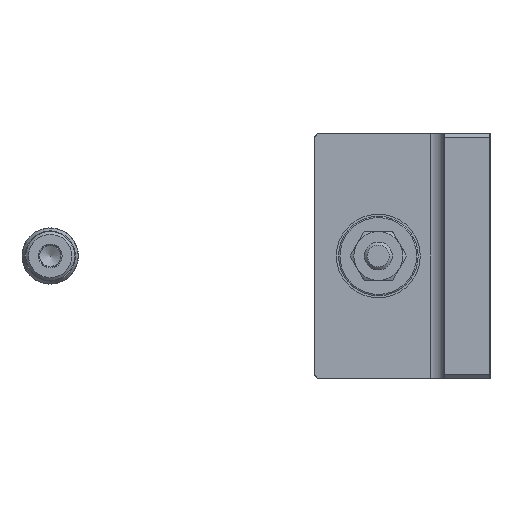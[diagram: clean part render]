
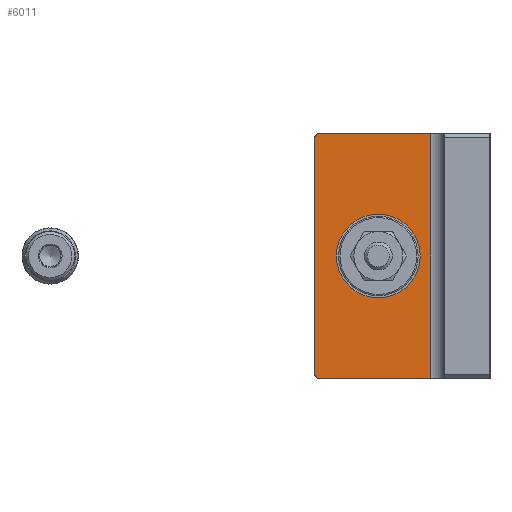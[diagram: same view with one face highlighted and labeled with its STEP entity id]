
A CAD part, left-side view. The second image highlights one B-rep face of the part: STEP entity #6011.
In plain terms, the highlighted face is planar.
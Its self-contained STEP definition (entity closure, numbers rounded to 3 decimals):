
#192=LINE('',#8985,#817);
#193=LINE('',#8991,#818);
#194=LINE('',#8994,#819);
#195=LINE('',#8996,#820);
#196=LINE('',#8997,#821);
#197=LINE('',#8999,#822);
#817=VECTOR('',#7127,1000.);
#818=VECTOR('',#7134,1000.);
#819=VECTOR('',#7135,1000.);
#820=VECTOR('',#7136,1000.);
#821=VECTOR('',#7137,1000.);
#822=VECTOR('',#7138,1000.);
#1461=ORIENTED_EDGE('',*,*,#3218,.F.);
#1462=ORIENTED_EDGE('',*,*,#3219,.F.);
#1463=ORIENTED_EDGE('',*,*,#3220,.T.);
#1464=ORIENTED_EDGE('',*,*,#3221,.F.);
#1465=ORIENTED_EDGE('',*,*,#3216,.T.);
#1466=ORIENTED_EDGE('',*,*,#3222,.T.);
#1467=ORIENTED_EDGE('',*,*,#3223,.T.);
#3216=EDGE_CURVE('',#4093,#4092,#192,.T.);
#3218=EDGE_CURVE('',#4094,#4094,#4624,.T.);
#3219=EDGE_CURVE('',#4095,#4096,#193,.T.);
#3220=EDGE_CURVE('',#4095,#4097,#194,.T.);
#3221=EDGE_CURVE('',#4093,#4097,#195,.T.);
#3222=EDGE_CURVE('',#4092,#4098,#196,.T.);
#3223=EDGE_CURVE('',#4098,#4096,#197,.T.);
#4092=VERTEX_POINT('',#8984);
#4093=VERTEX_POINT('',#8986);
#4094=VERTEX_POINT('',#8990);
#4095=VERTEX_POINT('',#8992);
#4096=VERTEX_POINT('',#8993);
#4097=VERTEX_POINT('',#8995);
#4098=VERTEX_POINT('',#8998);
#4624=CIRCLE('',#6475,6.);
#4840=EDGE_LOOP('',(#1461));
#4841=EDGE_LOOP('',(#1462,#1463,#1464,#1465,#1466,#1467));
#5269=FACE_BOUND('',#4840,.T.);
#5270=FACE_BOUND('',#4841,.T.);
#5693=PLANE('',#6474);
#6011=ADVANCED_FACE('',(#5269,#5270),#5693,.F.);
#6474=AXIS2_PLACEMENT_3D('',#8988,#7130,#7131);
#6475=AXIS2_PLACEMENT_3D('',#8989,#7132,#7133);
#7127=DIRECTION('',(0.,0.,-1.));
#7130=DIRECTION('',(-1.,0.,0.));
#7131=DIRECTION('',(0.,0.,1.));
#7132=DIRECTION('',(1.,0.,0.));
#7133=DIRECTION('',(0.,0.,-1.));
#7134=DIRECTION('',(0.,0.,-1.));
#7135=DIRECTION('',(0.,-0.707,0.707));
#7136=DIRECTION('',(0.,1.,0.));
#7137=DIRECTION('',(0.,1.,0.));
#7138=DIRECTION('',(0.,0.707,0.707));
#8984=CARTESIAN_POINT('',(6.5,8.5,-17.5));
#8985=CARTESIAN_POINT('',(6.5,8.5,17.5));
#8986=CARTESIAN_POINT('',(6.5,8.5,17.5));
#8988=CARTESIAN_POINT('',(6.5,8.5,17.5));
#8989=CARTESIAN_POINT('',(6.5,16.,0.));
#8990=CARTESIAN_POINT('',(6.5,16.,-6.));
#8991=CARTESIAN_POINT('',(6.5,25.2,17.5));
#8992=CARTESIAN_POINT('',(6.5,25.2,17.));
#8993=CARTESIAN_POINT('',(6.5,25.2,-17.));
#8994=CARTESIAN_POINT('',(6.5,25.2,17.));
#8995=CARTESIAN_POINT('',(6.5,24.7,17.5));
#8996=CARTESIAN_POINT('',(6.5,8.5,17.5));
#8997=CARTESIAN_POINT('',(6.5,8.5,-17.5));
#8998=CARTESIAN_POINT('',(6.5,24.7,-17.5));
#8999=CARTESIAN_POINT('',(6.5,24.7,-17.5));
